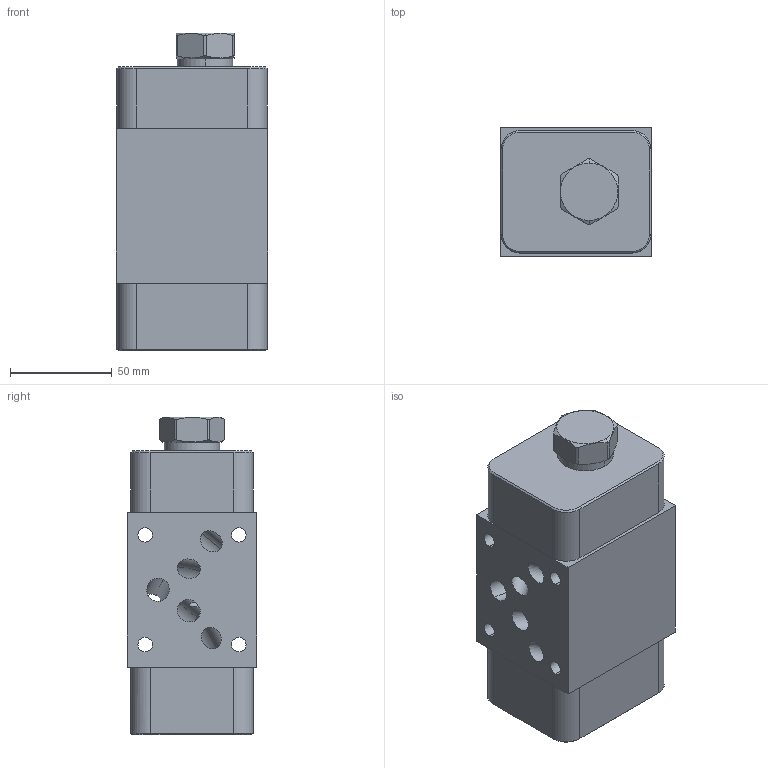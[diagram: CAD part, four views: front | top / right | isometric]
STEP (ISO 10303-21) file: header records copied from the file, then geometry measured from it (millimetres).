
FILE_DESCRIPTION((''),'2;1');
FILE_NAME('NB2_ASM','2021-09-29T',('ProEService'),(''),'PRO/ENGINEER BY PARAMETRIC TECHNOLOGY CORPORATION, 2014200','PRO/ENGINEER BY PARAMETRIC TECHNOLOGY CORPORATION, 2014200','');
FILE_SCHEMA(('CONFIG_CONTROL_DESIGN'));
Length unit declared in the file: inch
Products named in the file (5): 152-242-001; CXFAXCN; 500-001-014; 700-001; NB2_ASM
Assembly tree (4 placements, depth 2):
  NB2_ASM
    152-242-001
    CXFAXCN
    500-001-014
    700-001
Bounding box: 74.63 x 63.5 x 156.36 mm (x, y, z)
Volume: 550916.6 mm3; surface area: 85610.4 mm2
Topology: 4 solids, 4 shells, 260 faces, 914 edges, 797 vertices
Faces by surface type: cylinder 108, cone 55, plane 49, torus 28, sphere 12, revolution 8
Entity records: 11970 total; most frequent: CARTESIAN_POINT 4281, DIRECTION 1619, ORIENTED_EDGE 1264, EDGE_CURVE 632, AXIS2_PLACEMENT_3D 555, VECTOR 501, LINE 501, VERTEX_POINT 391
